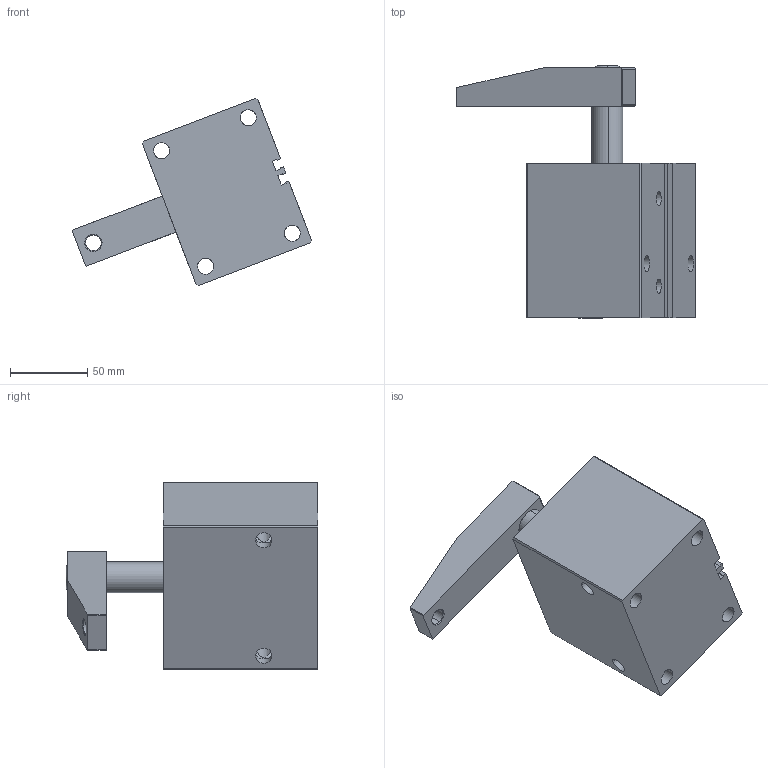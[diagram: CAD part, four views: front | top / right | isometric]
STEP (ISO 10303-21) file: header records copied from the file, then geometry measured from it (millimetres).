
FILE_DESCRIPTION (( 'STEP AP203' ), '1' );
FILE_NAME ('PSB-63.STEP', '2019-05-04T01:13:22', ( 'User' ), ( 'china' ), 'SwSTEP 2.0', 'SolidWorks 2018', '' );
FILE_SCHEMA (( 'CONFIG_CONTROL_DESIGN' ));
Length unit declared in the file: millimetre
Products named in the file (6): hexagon socket head cap screws gb_GB_FASTENER_SCREWS_HSHCS M10X20-N; 63活塞; PSB-63; PSB-L63-90-15-15-01; 63掛极; 63裝
Assembly tree (5 placements, depth 2):
  PSB-63
    PSB-L63-90-15-15-01
    63掛极
    63裝
    hexagon socket head cap screws gb_GB_FASTENER_SCREWS_HSHCS M10X20-N
    63活塞
Bounding box: 154.88 x 163 x 121.21 mm (x, y, z)
Volume: 721145.8 mm3; surface area: 124710 mm2
Topology: 5 solids, 5 shells, 184 faces, 461 edges, 288 vertices
Faces by surface type: cylinder 76, plane 73, cone 24, torus 6, sphere 3, bspline 2
Entity records: 6456 total; most frequent: CARTESIAN_POINT 1456, DIRECTION 936, ORIENTED_EDGE 896, EDGE_CURVE 448, AXIS2_PLACEMENT_3D 350, VERTEX_POINT 282, LINE 236, VECTOR 236
